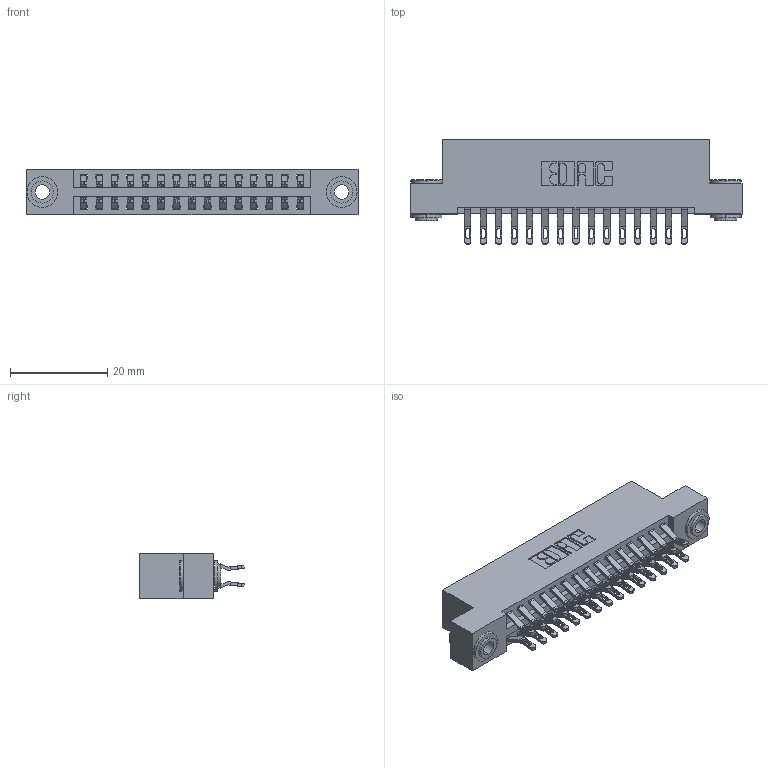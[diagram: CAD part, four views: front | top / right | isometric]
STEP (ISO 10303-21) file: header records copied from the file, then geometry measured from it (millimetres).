
FILE_DESCRIPTION (( 'STEP AP203' ), '1' );
FILE_NAME ('346-030-555-203.STEP', '2022-05-19T16:42:58', ( '' ), ( '' ), 'SwSTEP 2.0', 'SolidWorks 2020', '' );
FILE_SCHEMA (( 'CONFIG_CONTROL_DESIGN' ));
Length unit declared in the file: inch
Products named in the file (4): 345-250-002_345-250-002-102; 345-292-001_555 Tail; 346-030-555-203; 346 Part_Flush Mounting Lugs - 0.156 Dia-TH
Assembly tree (33 placements, depth 2):
  346-030-555-203
    346 Part_Flush Mounting Lugs - 0.156 Dia-TH
    345-292-001_555 Tail  x30
    345-250-002_345-250-002-102  x2
Bounding box: 68.2 x 21.46 x 9.4 mm (x, y, z)
Volume: 6528.9 mm3; surface area: 9108.9 mm2
Topology: 33 solids, 33 shells, 1914 faces, 5931 edges, 3950 vertices
Faces by surface type: plane 1090, cylinder 816, cone 8
Entity records: 14816 total; most frequent: CARTESIAN_POINT 2495, ORIENTED_EDGE 2390, DIRECTION 2249, EDGE_CURVE 1195, LINE 959, VECTOR 959, VERTEX_POINT 794, AXIS2_PLACEMENT_3D 645
